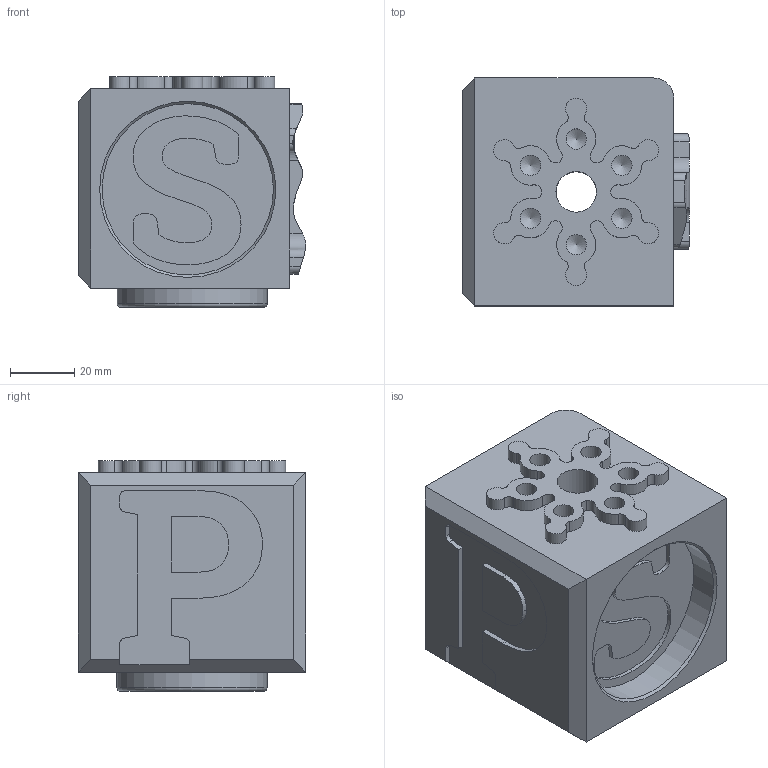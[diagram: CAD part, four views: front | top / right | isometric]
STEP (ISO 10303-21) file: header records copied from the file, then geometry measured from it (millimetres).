
FILE_DESCRIPTION(/* description */ ('STEP AP242','CAx-IF Rec.Pracs.---Representation and Presentation of Product Manufacturing Information (PMI)---4.0---2014-10-13','CAx-IF Rec.Pracs.---3D Tessellated Geometry---0.4---2014-09-14','2;1'),/* implementation_level */ '2;1');
FILE_NAME(/* name */ '6606e74b043b0729f1a76992',/* time_stamp */ '2024-03-29T16:07:39Z',/* author */ (''),/* organization */ (''),/* preprocessor_version */ 'ST-DEVELOPER v19.4',/* originating_system */ ' ',/* authorisation */ ' ');
FILE_SCHEMA (('AP242_MANAGED_MODEL_BASED_3D_ENGINEERING_MIM_LF { 1 0 10303 442 1 1 4 }'));
Length unit declared in the file: metre
Products named in the file (1): Part 1
Bounding box: 70.98 x 71.12 x 72.16 mm (x, y, z)
Volume: 271673.9 mm3; surface area: 33727.3 mm2
Topology: 1 solids, 1 shells, 160 faces, 446 edges, 293 vertices
Faces by surface type: cylinder 73, plane 45, bspline 34, cone 7, torus 1
Full cylindrical faces by diameter (mm): 6.35 x6, 12.7 x1, 46.913 x1, 53.511 x1
Entity records: 5487 total; most frequent: CARTESIAN_POINT 1587, ORIENTED_EDGE 842, DIRECTION 730, EDGE_CURVE 421, VERTEX_POINT 292, AXIS2_PLACEMENT_3D 264, LINE 202, VECTOR 202
